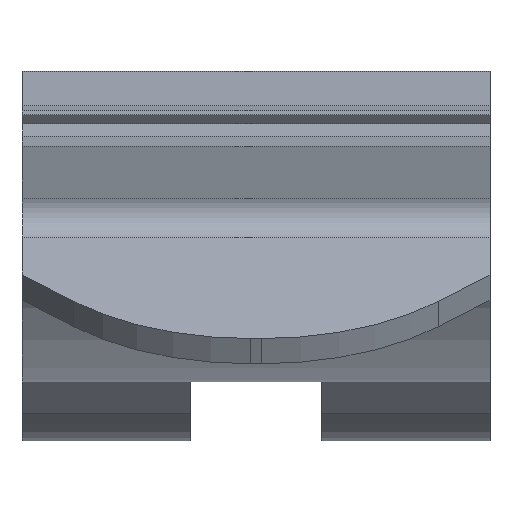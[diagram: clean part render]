
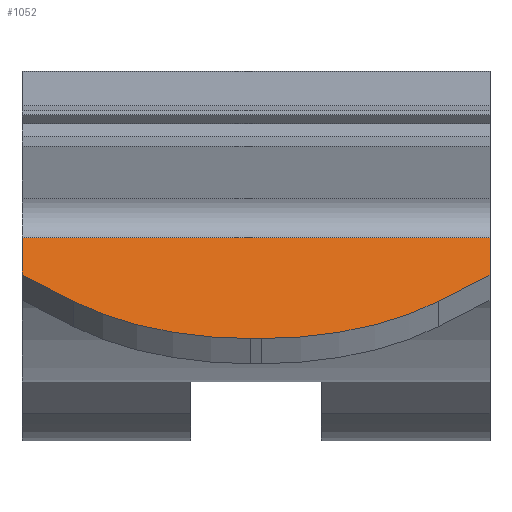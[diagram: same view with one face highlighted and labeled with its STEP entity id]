
A CAD part, top view. The second image highlights one B-rep face of the part: STEP entity #1052.
In plain terms, the highlighted planar face has unit normal (0, 0.86, 0.51).
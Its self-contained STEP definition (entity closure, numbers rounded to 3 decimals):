
#83 = ORIENTED_EDGE ( 'NONE', *, *, #714, .T. ) ;
#89 = DIRECTION ( 'NONE',  ( 0., 0.86, 0.51 ) ) ;
#107 = EDGE_CURVE ( 'NONE', #1778, #1570, #1700, .T. ) ;
#109 = DIRECTION ( 'NONE',  ( 0., 0.51, -0.86 ) ) ;
#110 = DIRECTION ( 'NONE',  ( -1., 0., 0. ) ) ;
#125 = DIRECTION ( 'NONE',  ( 0., 0.86, 0.51 ) ) ;
#141 = CARTESIAN_POINT ( 'NONE',  ( 11.686, -40.583, 53.515 ) ) ;
#171 = VECTOR ( 'NONE', #590, 1000. ) ;
#218 = CARTESIAN_POINT ( 'NONE',  ( 15., -38.893, 50.665 ) ) ;
#235 = CIRCLE ( 'NONE', #1299, 16. ) ;
#248 = CARTESIAN_POINT ( 'NONE',  ( -11.686, -40.583, 53.515 ) ) ;
#346 = EDGE_CURVE ( 'NONE', #445, #1614, #1750, .T. ) ;
#427 = ORIENTED_EDGE ( 'NONE', *, *, #525, .F. ) ;
#435 = CARTESIAN_POINT ( 'NONE',  ( -15., -36.483, 46.604 ) ) ;
#437 = DIRECTION ( 'NONE',  ( 0., -0.51, 0.86 ) ) ;
#445 = VERTEX_POINT ( 'NONE', #464 ) ;
#450 = DIRECTION ( 'NONE',  ( 0., 0.51, -0.86 ) ) ;
#464 = CARTESIAN_POINT ( 'NONE',  ( 15., -36.483, 46.604 ) ) ;
#466 = ORIENTED_EDGE ( 'NONE', *, *, #929, .T. ) ;
#495 = CARTESIAN_POINT ( 'NONE',  ( -15., -6.537, -3.878 ) ) ;
#496 = VERTEX_POINT ( 'NONE', #218 ) ;
#523 = CARTESIAN_POINT ( 'NONE',  ( 31.365, -42.974, 57.546 ) ) ;
#525 = EDGE_CURVE ( 'NONE', #658, #1614, #1831, .T. ) ;
#544 = CARTESIAN_POINT ( 'NONE',  ( 0.373, -42.974, 57.546 ) ) ;
#570 = LINE ( 'NONE', #1442, #1026 ) ;
#590 = DIRECTION ( 'NONE',  ( 0.707, -0.361, 0.608 ) ) ;
#602 = AXIS2_PLACEMENT_3D ( 'NONE', #815, #89, #677 ) ;
#658 = VERTEX_POINT ( 'NONE', #862 ) ;
#663 = PLANE ( 'NONE',  #1768 ) ;
#668 = EDGE_CURVE ( 'NONE', #1037, #1570, #235, .T. ) ;
#677 = DIRECTION ( 'NONE',  ( 0., 0.51, -0.86 ) ) ;
#707 = VERTEX_POINT ( 'NONE', #141 ) ;
#714 = EDGE_CURVE ( 'NONE', #658, #1037, #1580, .T. ) ;
#730 = ORIENTED_EDGE ( 'NONE', *, *, #346, .T. ) ;
#786 = CARTESIAN_POINT ( 'NONE',  ( -15., -36.483, 46.604 ) ) ;
#797 = ORIENTED_EDGE ( 'NONE', *, *, #1702, .T. ) ;
#815 = CARTESIAN_POINT ( 'NONE',  ( 0.373, -34.811, 43.785 ) ) ;
#862 = CARTESIAN_POINT ( 'NONE',  ( -15., -38.893, 50.665 ) ) ;
#874 = EDGE_LOOP ( 'NONE', ( #883, #730, #427, #83, #1321, #1492, #466, #797 ) ) ;
#883 = ORIENTED_EDGE ( 'NONE', *, *, #1202, .F. ) ;
#929 = EDGE_CURVE ( 'NONE', #1778, #707, #1338, .T. ) ;
#1026 = VECTOR ( 'NONE', #437, 1000. ) ;
#1037 = VERTEX_POINT ( 'NONE', #248 ) ;
#1052 = ADVANCED_FACE ( 'NONE', ( #1263 ), #663, .F. ) ;
#1145 = VECTOR ( 'NONE', #1663, 1000. ) ;
#1202 = EDGE_CURVE ( 'NONE', #445, #496, #570, .T. ) ;
#1260 = CARTESIAN_POINT ( 'NONE',  ( -0.373, -42.974, 57.546 ) ) ;
#1263 = FACE_OUTER_BOUND ( 'NONE', #874, .T. ) ;
#1299 = AXIS2_PLACEMENT_3D ( 'NONE', #1608, #125, #450 ) ;
#1321 = ORIENTED_EDGE ( 'NONE', *, *, #668, .T. ) ;
#1334 = DIRECTION ( 'NONE',  ( -1., 0., 0. ) ) ;
#1338 = CIRCLE ( 'NONE', #602, 16. ) ;
#1419 = CARTESIAN_POINT ( 'NONE',  ( 31.365, -6.537, -3.878 ) ) ;
#1424 = VECTOR ( 'NONE', #1334, 1000. ) ;
#1442 = CARTESIAN_POINT ( 'NONE',  ( 15., -6.537, -3.878 ) ) ;
#1445 = CARTESIAN_POINT ( 'NONE',  ( -15., -38.893, 50.665 ) ) ;
#1492 = ORIENTED_EDGE ( 'NONE', *, *, #107, .F. ) ;
#1570 = VERTEX_POINT ( 'NONE', #1260 ) ;
#1574 = DIRECTION ( 'NONE',  ( 0.707, 0.361, -0.608 ) ) ;
#1580 = LINE ( 'NONE', #1445, #171 ) ;
#1608 = CARTESIAN_POINT ( 'NONE',  ( -0.373, -34.811, 43.785 ) ) ;
#1614 = VERTEX_POINT ( 'NONE', #786 ) ;
#1663 = DIRECTION ( 'NONE',  ( 0., 0.51, -0.86 ) ) ;
#1692 = DIRECTION ( 'NONE',  ( 0., -0.86, -0.51 ) ) ;
#1700 = LINE ( 'NONE', #523, #1835 ) ;
#1702 = EDGE_CURVE ( 'NONE', #707, #496, #1736, .T. ) ;
#1723 = VECTOR ( 'NONE', #1574, 1000. ) ;
#1736 = LINE ( 'NONE', #1891, #1723 ) ;
#1750 = LINE ( 'NONE', #435, #1424 ) ;
#1768 = AXIS2_PLACEMENT_3D ( 'NONE', #1419, #1692, #109 ) ;
#1778 = VERTEX_POINT ( 'NONE', #544 ) ;
#1831 = LINE ( 'NONE', #495, #1145 ) ;
#1835 = VECTOR ( 'NONE', #110, 1000. ) ;
#1891 = CARTESIAN_POINT ( 'NONE',  ( 15., -38.893, 50.665 ) ) ;
